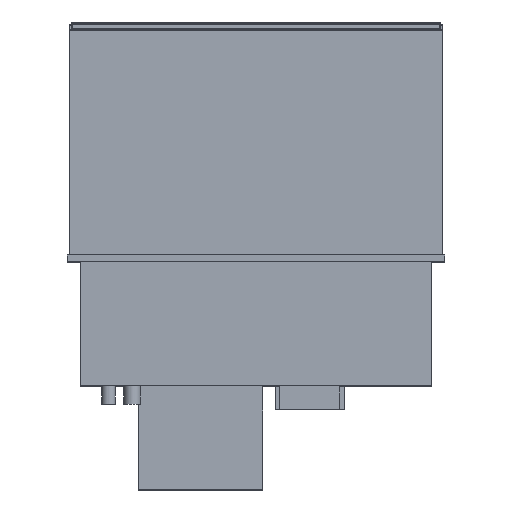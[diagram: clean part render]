
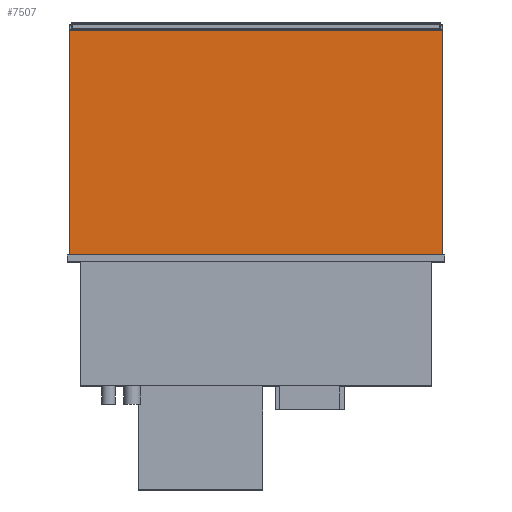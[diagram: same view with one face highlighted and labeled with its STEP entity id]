
A CAD part, top view. The second image highlights one B-rep face of the part: STEP entity #7507.
In plain terms, the highlighted planar face has unit normal (0, 0, 1).
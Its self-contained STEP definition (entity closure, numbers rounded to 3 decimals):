
#619=FACE_OUTER_BOUND('',#1064,.T.);
#1064=EDGE_LOOP('',(#6584,#6585,#6586,#6587));
#1968=LINE('',#12033,#2913);
#1980=LINE('',#12057,#2925);
#1981=LINE('',#12060,#2926);
#1982=LINE('',#12061,#2927);
#2913=VECTOR('',#9920,10.);
#2925=VECTOR('',#9936,10.);
#2926=VECTOR('',#9939,10.);
#2927=VECTOR('',#9940,10.);
#3615=VERTEX_POINT('',#12030);
#3616=VERTEX_POINT('',#12032);
#3625=VERTEX_POINT('',#12053);
#3627=VERTEX_POINT('',#12059);
#4608=EDGE_CURVE('',#3615,#3616,#1968,.T.);
#4620=EDGE_CURVE('',#3625,#3616,#1980,.T.);
#4621=EDGE_CURVE('',#3627,#3625,#1981,.T.);
#4622=EDGE_CURVE('',#3627,#3615,#1982,.T.);
#6584=ORIENTED_EDGE('',*,*,#4621,.T.);
#6585=ORIENTED_EDGE('',*,*,#4620,.T.);
#6586=ORIENTED_EDGE('',*,*,#4608,.F.);
#6587=ORIENTED_EDGE('',*,*,#4622,.F.);
#7077=PLANE('',#8072);
#7507=ADVANCED_FACE('',(#619),#7077,.T.);
#8072=AXIS2_PLACEMENT_3D('',#12058,#9937,#9938);
#9920=DIRECTION('',(1.,0.,0.));
#9936=DIRECTION('',(0.,1.,0.));
#9937=DIRECTION('center_axis',(0.,0.,1.));
#9938=DIRECTION('ref_axis',(1.,0.,0.));
#9939=DIRECTION('',(1.,0.,0.));
#9940=DIRECTION('',(0.,1.,0.));
#12030=CARTESIAN_POINT('',(-557.5,690.,347.5));
#12032=CARTESIAN_POINT('',(557.5,690.,347.5));
#12033=CARTESIAN_POINT('',(-557.5,690.,347.5));
#12053=CARTESIAN_POINT('',(557.5,20.,347.5));
#12057=CARTESIAN_POINT('',(557.5,20.,347.5));
#12058=CARTESIAN_POINT('Origin',(-557.5,20.,347.5));
#12059=CARTESIAN_POINT('',(-557.5,20.,347.5));
#12060=CARTESIAN_POINT('',(-557.5,20.,347.5));
#12061=CARTESIAN_POINT('',(-557.5,20.,347.5));
